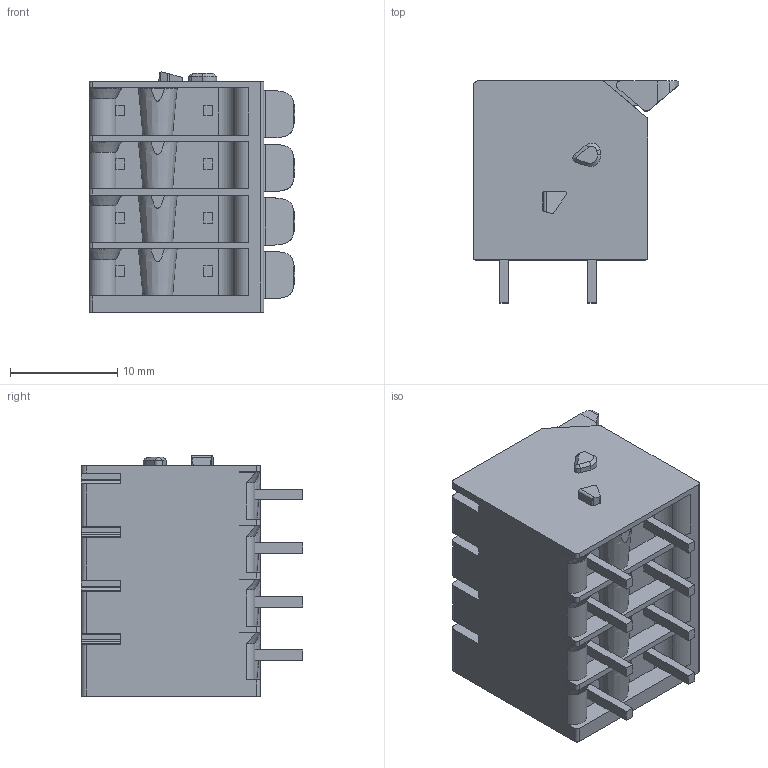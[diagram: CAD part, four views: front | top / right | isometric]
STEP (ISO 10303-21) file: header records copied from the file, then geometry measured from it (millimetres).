
FILE_DESCRIPTION(/* description */ ('STEP AP214'),/* implementation_level */ '2;1');
FILE_NAME(/* name */ '2604-1104',/* time_stamp */ '2024-03-03T03:56:55+01:00',/* author */ ('License CC BY-ND 4.0'),/* organization */ ('CADENAS'),/* preprocessor_version */ 'ST-DEVELOPER v19.3',/* originating_system */ 'PARTsolutions',/* authorisation */ ' ');
FILE_SCHEMA (('AUTOMOTIVE_DESIGN {1 0 10303 214 3 1 1}'));
Length unit declared in the file: millimetre
Products named in the file (1): 2604-1104
Bounding box: 19.2 x 20.7 x 22.4 mm (x, y, z)
Volume: 5022.9 mm3; surface area: 3524.6 mm2
Topology: 1 solids, 1 shells, 443 faces, 1195 edges, 768 vertices
Faces by surface type: plane 251, cylinder 141, cone 51
Entity records: 17030 total; most frequent: CARTESIAN_POINT 2617, ORIENTED_EDGE 2390, DIRECTION 2354, EDGE_CURVE 1195, LINE 808, VECTOR 808, AXIS2_PLACEMENT_3D 773, VERTEX_POINT 768
